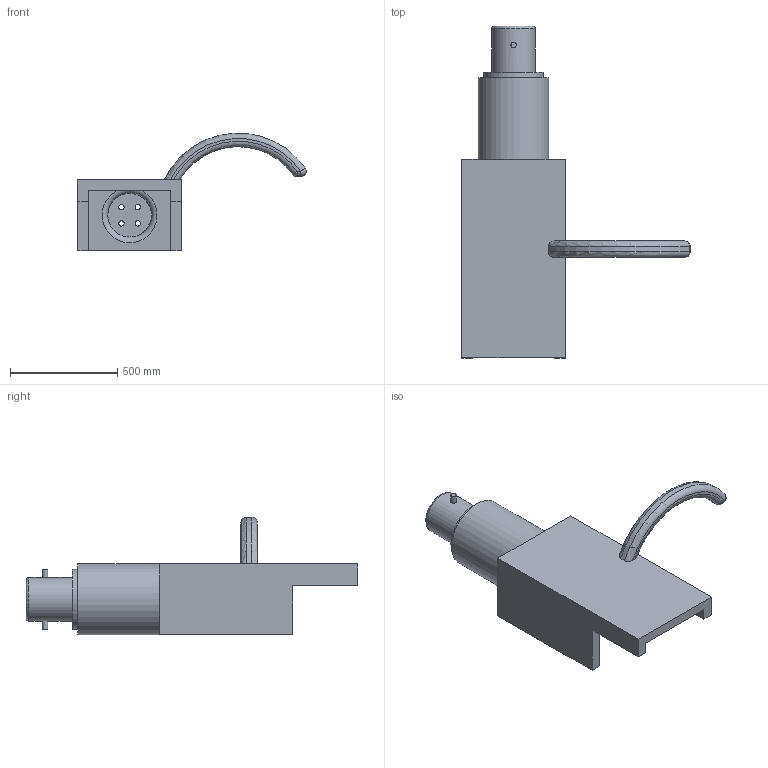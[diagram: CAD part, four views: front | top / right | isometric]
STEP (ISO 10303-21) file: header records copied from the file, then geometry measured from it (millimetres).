
FILE_DESCRIPTION(/* description */ (''),/* implementation_level */ '2;1');
FILE_NAME(/* name */ 'DL-A110_model_[STP].stp',/* time_stamp */ '2022-01-06T14:44:20+01:00',/* author */ ('Odwalla'),/* organization */ (''),/* preprocessor_version */ 'ST-DEVELOPER v18.1',/* originating_system */ 'AutoCAD Mechanical',/* authorisation */ '');
FILE_SCHEMA (('AUTOMOTIVE_DESIGN { 1 0 10303 214 3 1 1 }'));
Length unit declared in the file: inch
Products named in the file (1): Product
Bounding box: 1065.37 x 1549.4 x 547.31 mm (x, y, z)
Volume: 83507501.7 mm3; surface area: 3031106.9 mm2
Topology: 1 solids, 1 shells, 53 faces, 119 edges, 75 vertices
Faces by surface type: plane 26, cylinder 17, torus 6, sphere 4
Full cylindrical faces by diameter (mm): 25.4 x6, 203.2 x2, 205.74 x1, 279.4 x1, 330.2 x1
Entity records: 1654 total; most frequent: CARTESIAN_POINT 402, DIRECTION 266, ORIENTED_EDGE 238, EDGE_CURVE 119, AXIS2_PLACEMENT_3D 102, VERTEX_POINT 75, EDGE_LOOP 68, LINE 62
